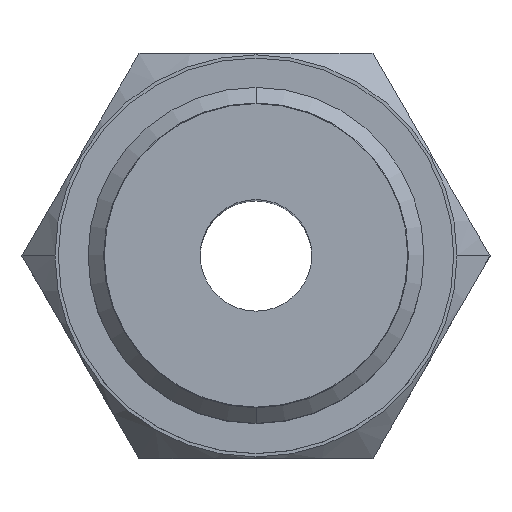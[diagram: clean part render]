
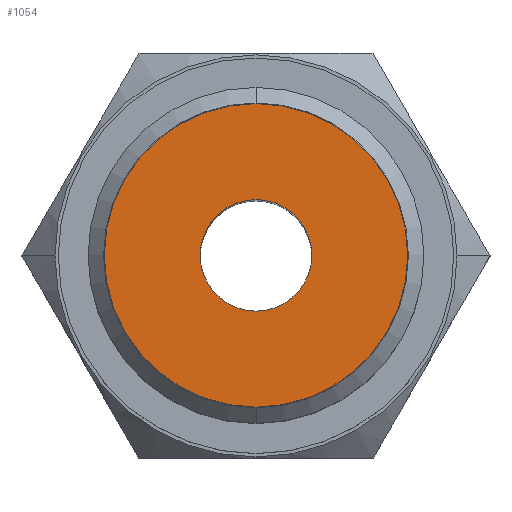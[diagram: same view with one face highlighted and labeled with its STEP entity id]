
A CAD part, top view. The second image highlights one B-rep face of the part: STEP entity #1054.
In plain terms, the highlighted planar face has unit normal (0, 0, 1).
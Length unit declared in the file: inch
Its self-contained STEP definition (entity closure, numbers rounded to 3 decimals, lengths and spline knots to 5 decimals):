
#247=CARTESIAN_POINT('',(0.,0.,0.65));
#248=DIRECTION('',(0.,0.,1.));
#249=DIRECTION('',(0.,-1.,0.));
#250=AXIS2_PLACEMENT_3D('',#247,#248,#249);
#255=CARTESIAN_POINT('',(0.,0.,0.65));
#256=DIRECTION('',(0.,0.,1.));
#257=DIRECTION('',(0.,1.,0.));
#258=AXIS2_PLACEMENT_3D('',#255,#256,#257);
#263=CARTESIAN_POINT('',(0.,0.,0.65));
#264=DIRECTION('',(0.,0.,1.));
#265=DIRECTION('',(-1.,0.,0.));
#266=AXIS2_PLACEMENT_3D('',#263,#264,#265);
#271=CARTESIAN_POINT('',(0.,0.,0.65));
#272=DIRECTION('',(0.,0.,1.));
#273=DIRECTION('',(1.,0.,0.));
#274=AXIS2_PLACEMENT_3D('',#271,#272,#273);
#757=CARTESIAN_POINT('',(0.,-0.234,0.65));
#758=CARTESIAN_POINT('',(0.,0.234,0.65));
#759=VERTEX_POINT('',#757);
#760=VERTEX_POINT('',#758);
#785=CARTESIAN_POINT('',(-0.086,0.,0.65));
#786=CARTESIAN_POINT('',(0.086,0.,0.65));
#787=VERTEX_POINT('',#785);
#788=VERTEX_POINT('',#786);
#1038=CARTESIAN_POINT('',(0.,0.,0.65));
#1039=DIRECTION('',(0.,0.,1.));
#1040=DIRECTION('',(1.,0.,0.));
#1041=AXIS2_PLACEMENT_3D('',#1038,#1039,#1040);
#1042=PLANE('',#1041);
#1044=ORIENTED_EDGE('',*,*,#1043,.F.);
#1046=ORIENTED_EDGE('',*,*,#1045,.F.);
#1047=EDGE_LOOP('',(#1044,#1046));
#1048=FACE_OUTER_BOUND('',#1047,.F.);
#1049=ORIENTED_EDGE('',*,*,#1028,.T.);
#1051=ORIENTED_EDGE('',*,*,#1050,.T.);
#1052=EDGE_LOOP('',(#1049,#1051));
#1053=FACE_BOUND('',#1052,.F.);
#251=CIRCLE('',#250,0.234);
#259=CIRCLE('',#258,0.234);
#267=CIRCLE('',#266,0.086);
#275=CIRCLE('',#274,0.086);
#1028=EDGE_CURVE('',#787,#788,#267,.T.);
#1043=EDGE_CURVE('',#759,#760,#251,.T.);
#1045=EDGE_CURVE('',#760,#759,#259,.T.);
#1050=EDGE_CURVE('',#788,#787,#275,.T.);
#1054=ADVANCED_FACE('',(#1048,#1053),#1042,.T.);
